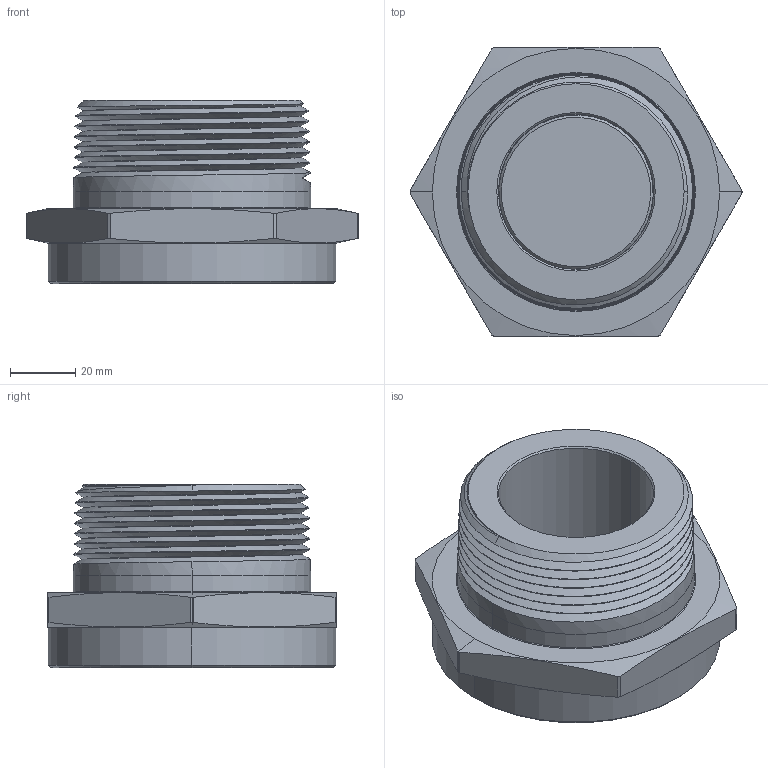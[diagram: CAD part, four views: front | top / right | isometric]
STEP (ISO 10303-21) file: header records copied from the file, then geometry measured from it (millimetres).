
FILE_DESCRIPTION (( 'STEP AP214' ), '1' );
FILE_NAME ('101064.step', '2013-08-23T19:37:57', ( '' ), ( '' ), 'SwSTEP 2.0', 'SolidWorks 2012', '' );
FILE_SCHEMA (( 'AUTOMOTIVE_DESIGN' ));
Length unit declared in the file: inch
Products named in the file (3): 402064; 403064; 101064
Assembly tree (2 placements, depth 2):
  101064
    403064
    402064
Bounding box: 102.14 x 88.9 x 56.39 mm (x, y, z)
Volume: 191385.4 mm3; surface area: 41241.1 mm2
Topology: 2 solids, 2 shells, 71 faces, 171 edges, 106 vertices
Faces by surface type: cone 30, cylinder 17, plane 15, torus 6, bspline 3
Entity records: 8149 total; most frequent: CARTESIAN_POINT 6435, ORIENTED_EDGE 342, DIRECTION 326, EDGE_CURVE 171, AXIS2_PLACEMENT_3D 134, VERTEX_POINT 106, EDGE_LOOP 75, ADVANCED_FACE 71
